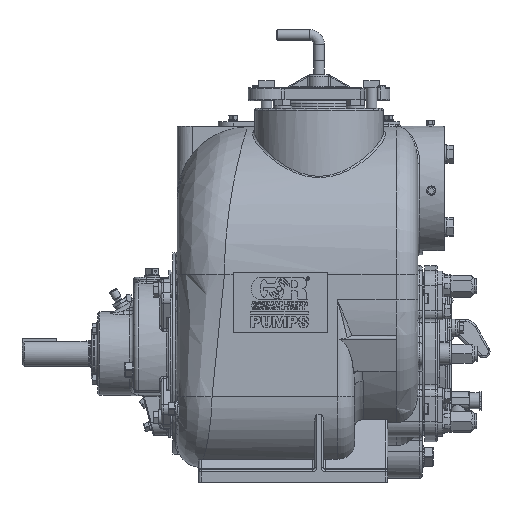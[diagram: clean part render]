
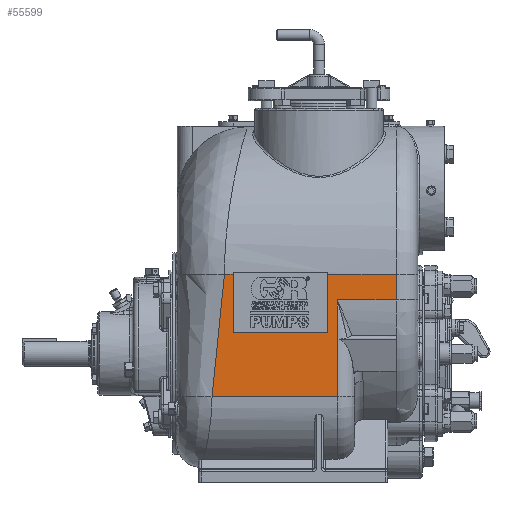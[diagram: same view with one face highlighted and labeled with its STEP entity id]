
A CAD part, left-side view. The second image highlights one B-rep face of the part: STEP entity #55599.
In plain terms, the highlighted planar face has unit normal (-1, 0, 0).
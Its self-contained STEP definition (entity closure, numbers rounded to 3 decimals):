
#90=(
BOUNDED_CURVE()
B_SPLINE_CURVE(3,(#120721,#120722,#120723,#120724),.UNSPECIFIED.,.F.,.F.)
B_SPLINE_CURVE_WITH_KNOTS((4,4),(0.,1.),.PIECEWISE_BEZIER_KNOTS.)
CURVE()
GEOMETRIC_REPRESENTATION_ITEM()
RATIONAL_B_SPLINE_CURVE((1.,1.,1.,1.))
REPRESENTATION_ITEM('')
);
#4594=LINE('',#120042,#8815);
#4597=LINE('',#120050,#8818);
#4600=LINE('',#120056,#8821);
#4637=LINE('',#122146,#8858);
#4638=LINE('',#122148,#8859);
#4639=LINE('',#122150,#8860);
#4640=LINE('',#122152,#8861);
#4641=LINE('',#122153,#8862);
#4642=LINE('',#122154,#8863);
#8815=VECTOR('',#97471,1000.);
#8818=VECTOR('',#97478,1000.);
#8821=VECTOR('',#97483,1000.);
#8858=VECTOR('',#97588,1000.);
#8859=VECTOR('',#97591,1000.);
#8860=VECTOR('',#97592,1000.);
#8861=VECTOR('',#97593,1000.);
#8862=VECTOR('',#97594,1000.);
#8863=VECTOR('',#97595,1000.);
#11112=PLANE('',#84878);
#21811=ORIENTED_EDGE('',*,*,#33283,.T.);
#21812=ORIENTED_EDGE('',*,*,#33346,.F.);
#21813=ORIENTED_EDGE('',*,*,#33347,.T.);
#21814=ORIENTED_EDGE('',*,*,#33348,.T.);
#21815=ORIENTED_EDGE('',*,*,#33349,.T.);
#21816=ORIENTED_EDGE('',*,*,#33350,.T.);
#21817=ORIENTED_EDGE('',*,*,#33238,.F.);
#21818=ORIENTED_EDGE('',*,*,#33235,.F.);
#21819=ORIENTED_EDGE('',*,*,#33231,.F.);
#21820=ORIENTED_EDGE('',*,*,#33351,.T.);
#33231=EDGE_CURVE('',#39659,#39660,#4594,.T.);
#33235=EDGE_CURVE('',#39660,#39662,#4597,.T.);
#33238=EDGE_CURVE('',#39662,#39664,#4600,.T.);
#33283=EDGE_CURVE('',#39697,#39689,#90,.F.);
#33346=EDGE_CURVE('',#39746,#39689,#4637,.T.);
#33347=EDGE_CURVE('',#39746,#39747,#4638,.T.);
#33348=EDGE_CURVE('',#39747,#39748,#4639,.T.);
#33349=EDGE_CURVE('',#39748,#39578,#4640,.T.);
#33350=EDGE_CURVE('',#39578,#39664,#4641,.T.);
#33351=EDGE_CURVE('',#39659,#39697,#4642,.T.);
#39578=VERTEX_POINT('',#119109);
#39659=VERTEX_POINT('',#120043);
#39660=VERTEX_POINT('',#120044);
#39662=VERTEX_POINT('',#120051);
#39664=VERTEX_POINT('',#120057);
#39689=VERTEX_POINT('',#120544);
#39697=VERTEX_POINT('',#120720);
#39746=VERTEX_POINT('',#122145);
#39747=VERTEX_POINT('',#122149);
#39748=VERTEX_POINT('',#122151);
#46787=EDGE_LOOP('',(#21811,#21812,#21813,#21814,#21815,#21816,#21817,#21818,
#21819,#21820));
#50861=FACE_BOUND('',#46787,.T.);
#55599=ADVANCED_FACE('',(#50861),#11112,.T.);
#84878=AXIS2_PLACEMENT_3D('',#122147,#97589,#97590);
#97471=DIRECTION('',(0.,0.,-1.));
#97478=DIRECTION('',(0.,-1.,0.));
#97483=DIRECTION('',(0.,0.,1.));
#97588=DIRECTION('',(0.,1.,0.));
#97589=DIRECTION('',(-1.,0.,0.));
#97590=DIRECTION('',(0.,0.,1.));
#97591=DIRECTION('',(0.,0.,1.));
#97592=DIRECTION('',(0.,-1.,0.));
#97593=DIRECTION('',(0.,0.,1.));
#97594=DIRECTION('',(0.,1.,0.));
#97595=DIRECTION('',(0.,1.,0.));
#119109=CARTESIAN_POINT('',(-219.202,-114.3,117.348));
#120042=CARTESIAN_POINT('',(-219.202,127.,117.348));
#120043=CARTESIAN_POINT('',(-219.202,127.,117.348));
#120044=CARTESIAN_POINT('',(-219.202,127.,31.75));
#120050=CARTESIAN_POINT('',(-219.202,-52.451,31.75));
#120051=CARTESIAN_POINT('',(-219.202,-12.7,31.75));
#120056=CARTESIAN_POINT('',(-219.202,-12.7,117.348));
#120057=CARTESIAN_POINT('',(-219.202,-12.7,117.348));
#120544=CARTESIAN_POINT('',(-219.202,158.418,-63.5));
#120720=CARTESIAN_POINT('',(-219.202,140.099,117.348));
#120721=CARTESIAN_POINT('',(-219.202,158.418,-63.5));
#120722=CARTESIAN_POINT('',(-219.202,158.418,-3.217));
#120723=CARTESIAN_POINT('',(-219.202,140.099,57.065));
#120724=CARTESIAN_POINT('',(-219.202,140.099,117.348));
#122145=CARTESIAN_POINT('',(-219.202,-27.051,-63.5));
#122146=CARTESIAN_POINT('',(-219.202,-52.451,-63.5));
#122147=CARTESIAN_POINT('',(-219.202,-52.451,117.348));
#122148=CARTESIAN_POINT('',(-219.202,-27.051,79.502));
#122149=CARTESIAN_POINT('',(-219.202,-27.051,79.502));
#122150=CARTESIAN_POINT('',(-219.202,611.311,79.502));
#122151=CARTESIAN_POINT('',(-219.202,-114.3,79.502));
#122152=CARTESIAN_POINT('',(-219.202,-114.3,117.348));
#122153=CARTESIAN_POINT('',(-219.202,-52.451,117.348));
#122154=CARTESIAN_POINT('',(-219.202,-52.451,117.348));
